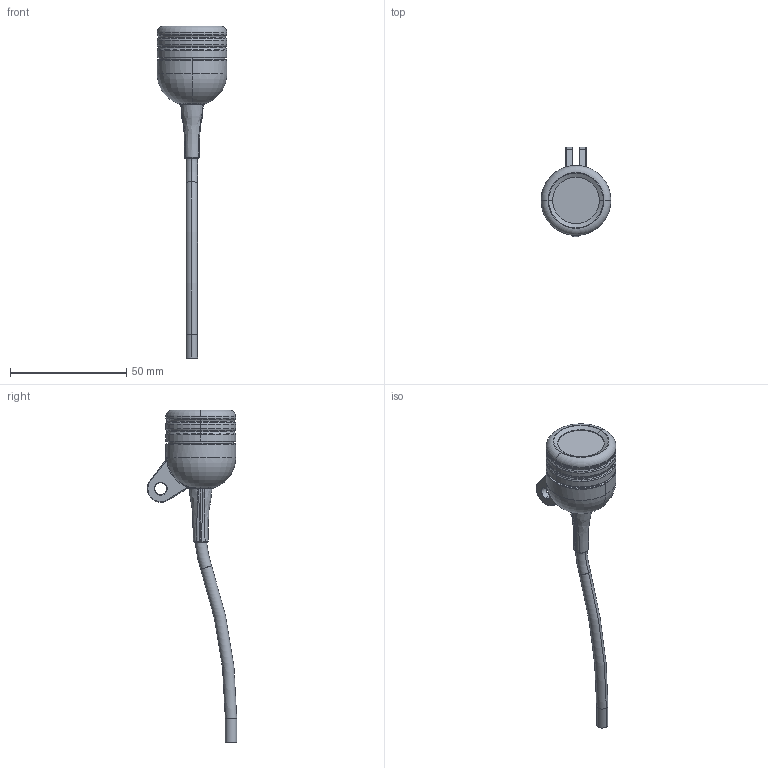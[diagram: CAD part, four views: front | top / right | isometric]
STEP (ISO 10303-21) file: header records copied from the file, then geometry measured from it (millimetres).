
FILE_DESCRIPTION (( 'STEP AP214' ), '1' );
FILE_NAME ('RL-1000-Light-Defeatured.STEP', '2021-08-10T04:39:41', ( '' ), ( '' ), 'SwSTEP 2.0', 'SolidWorks 2019', '' );
FILE_SCHEMA (( 'AUTOMOTIVE_DESIGN' ));
Length unit declared in the file: millimetre
Products named in the file (1): RL-1000-Light-Defeatured
Bounding box: 30 x 38.43 x 142.52 mm (x, y, z)
Surface area: 7873.1 mm2 (no closed solid volume)
Topology: 0 solids, 7 shells, 163 faces, 409 edges, 249 vertices
Faces by surface type: cylinder 52, bspline 46, torus 31, plane 20, cone 14
Entity records: 8961 total; most frequent: CARTESIAN_POINT 3679, ORIENTED_EDGE 739, DIRECTION 681, EDGE_CURVE 407, AXIS2_PLACEMENT_3D 293, VERTEX_POINT 249, CIRCLE 175, EDGE_LOOP 171
